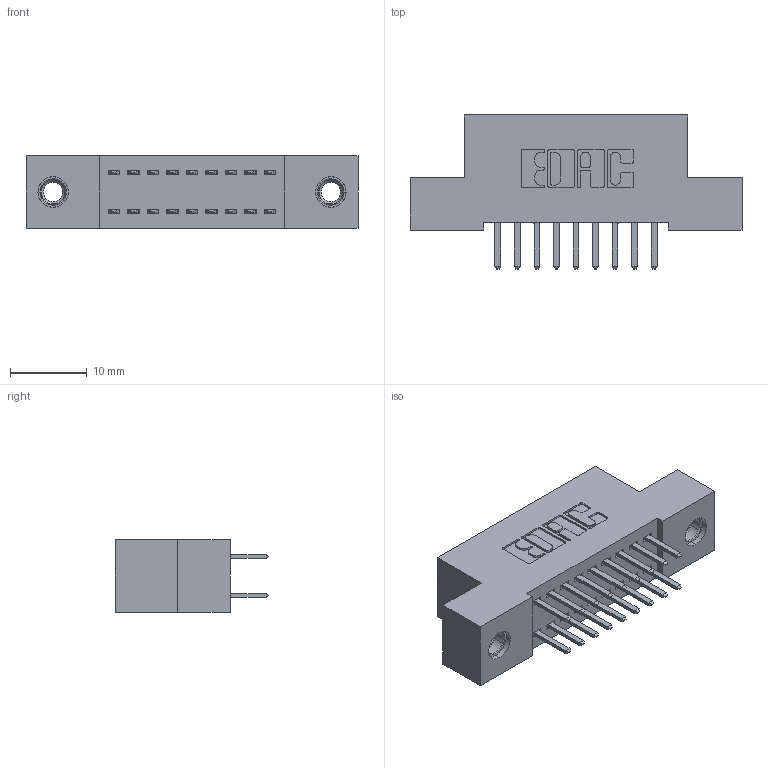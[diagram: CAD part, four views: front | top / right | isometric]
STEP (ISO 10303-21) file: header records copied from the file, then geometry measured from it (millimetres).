
FILE_DESCRIPTION (( 'STEP AP203' ), '1' );
FILE_NAME ('392-018-520-207.STEP', '2019-10-07T03:53:28', ( '' ), ( '' ), 'SwSTEP 2.0', 'SolidWorks 2016', '' );
FILE_SCHEMA (( 'CONFIG_CONTROL_DESIGN' ));
Length unit declared in the file: inch
Products named in the file (4): 342 Part_TI; 345-292-001_345-293-120; 345-250-001_345-250-005-103; 392-018-520-207
Assembly tree (21 placements, depth 2):
  392-018-520-207
    342 Part_TI
    345-292-001_345-293-120  x18
    345-250-001_345-250-005-103  x2
Bounding box: 43.18 x 20.02 x 9.4 mm (x, y, z)
Volume: 3702.9 mm3; surface area: 5221.4 mm2
Topology: 21 solids, 21 shells, 1178 faces, 3369 edges, 2190 vertices
Faces by surface type: plane 782, cylinder 380, cone 12, torus 4
Entity records: 11226 total; most frequent: CARTESIAN_POINT 1893, ORIENTED_EDGE 1810, DIRECTION 1695, EDGE_CURVE 905, VECTOR 753, LINE 753, VERTEX_POINT 596, AXIS2_PLACEMENT_3D 471
